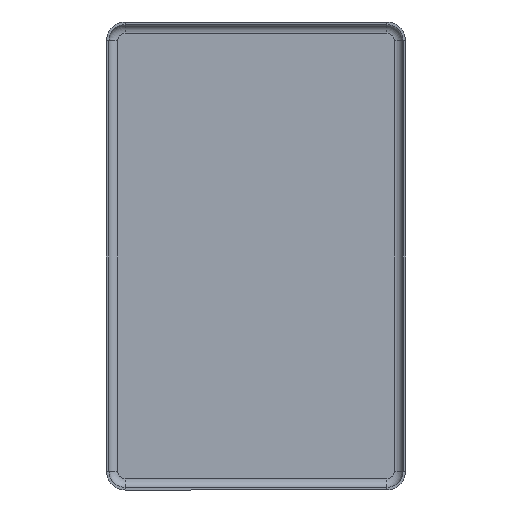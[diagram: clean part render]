
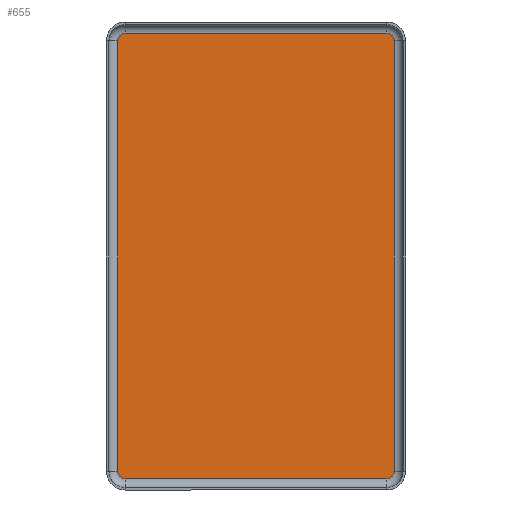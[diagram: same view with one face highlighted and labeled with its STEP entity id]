
A CAD part, front view. The second image highlights one B-rep face of the part: STEP entity #655.
In plain terms, the highlighted planar face has unit normal (0, -1, 0).
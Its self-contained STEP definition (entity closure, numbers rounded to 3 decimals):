
#11 = DIRECTION ( 'NONE',  ( 0., 1., 0. ) ) ;
#34 = AXIS2_PLACEMENT_3D ( 'NONE', #884, #433, #972 ) ;
#49 = LINE ( 'NONE', #886, #113 ) ;
#61 = DIRECTION ( 'NONE',  ( -1., 0., 0. ) ) ;
#88 = ORIENTED_EDGE ( 'NONE', *, *, #515, .F. ) ;
#107 = ORIENTED_EDGE ( 'NONE', *, *, #114, .F. ) ;
#111 = DIRECTION ( 'NONE',  ( 0., 0., 1. ) ) ;
#113 = VECTOR ( 'NONE', #61, 1000. ) ;
#114 = EDGE_CURVE ( 'NONE', #1140, #798, #118, .T. ) ;
#118 = LINE ( 'NONE', #840, #589 ) ;
#168 = EDGE_CURVE ( 'NONE', #405, #412, #49, .T. ) ;
#184 = CARTESIAN_POINT ( 'NONE',  ( -10.45, -0.2, -17.2 ) ) ;
#195 = CARTESIAN_POINT ( 'NONE',  ( 10.45, -0.2, -17.8 ) ) ;
#219 = EDGE_CURVE ( 'NONE', #354, #564, #1154, .T. ) ;
#223 = CARTESIAN_POINT ( 'NONE',  ( 11.05, -0.2, 17.2 ) ) ;
#252 = CARTESIAN_POINT ( 'NONE',  ( 11.05, -0.2, 17.2 ) ) ;
#275 = ORIENTED_EDGE ( 'NONE', *, *, #842, .F. ) ;
#293 = DIRECTION ( 'NONE',  ( 0., 1., 0. ) ) ;
#315 = CIRCLE ( 'NONE', #557, 0.6 ) ;
#322 = DIRECTION ( 'NONE',  ( 0., 1., 0. ) ) ;
#354 = VERTEX_POINT ( 'NONE', #901 ) ;
#364 = PLANE ( 'NONE',  #772 ) ;
#370 = ORIENTED_EDGE ( 'NONE', *, *, #219, .F. ) ;
#405 = VERTEX_POINT ( 'NONE', #195 ) ;
#412 = VERTEX_POINT ( 'NONE', #1072 ) ;
#414 = EDGE_CURVE ( 'NONE', #564, #956, #963, .T. ) ;
#433 = DIRECTION ( 'NONE',  ( 0., 1., 0. ) ) ;
#456 = DIRECTION ( 'NONE',  ( 0., 0., -1. ) ) ;
#462 = CARTESIAN_POINT ( 'NONE',  ( -11.05, -0.2, 17.2 ) ) ;
#515 = EDGE_CURVE ( 'NONE', #991, #405, #531, .T. ) ;
#517 = DIRECTION ( 'NONE',  ( 1., 0., 0. ) ) ;
#531 = CIRCLE ( 'NONE', #1055, 0.6 ) ;
#557 = AXIS2_PLACEMENT_3D ( 'NONE', #184, #293, #631 ) ;
#564 = VERTEX_POINT ( 'NONE', #585 ) ;
#585 = CARTESIAN_POINT ( 'NONE',  ( 10.45, -0.2, 17.8 ) ) ;
#589 = VECTOR ( 'NONE', #111, 1000. ) ;
#627 = EDGE_CURVE ( 'NONE', #798, #354, #960, .T. ) ;
#631 = DIRECTION ( 'NONE',  ( 0., 0., 1. ) ) ;
#655 = ADVANCED_FACE ( 'NONE', ( #965 ), #364, .T. ) ;
#662 = ORIENTED_EDGE ( 'NONE', *, *, #168, .F. ) ;
#664 = CARTESIAN_POINT ( 'NONE',  ( 10.45, -0.2, -17.2 ) ) ;
#686 = CARTESIAN_POINT ( 'NONE',  ( -10.45, -0.2, 17.8 ) ) ;
#687 = CARTESIAN_POINT ( 'NONE',  ( -11.05, -0.2, -17.2 ) ) ;
#759 = EDGE_CURVE ( 'NONE', #956, #991, #1058, .T. ) ;
#772 = AXIS2_PLACEMENT_3D ( 'NONE', #1158, #1170, #1069 ) ;
#788 = ORIENTED_EDGE ( 'NONE', *, *, #759, .F. ) ;
#798 = VERTEX_POINT ( 'NONE', #462 ) ;
#800 = CARTESIAN_POINT ( 'NONE',  ( 10.45, -0.2, 17.2 ) ) ;
#824 = ORIENTED_EDGE ( 'NONE', *, *, #627, .F. ) ;
#840 = CARTESIAN_POINT ( 'NONE',  ( -11.05, -0.2, -17.2 ) ) ;
#842 = EDGE_CURVE ( 'NONE', #412, #1140, #315, .T. ) ;
#861 = CARTESIAN_POINT ( 'NONE',  ( 11.05, -0.2, -17.2 ) ) ;
#884 = CARTESIAN_POINT ( 'NONE',  ( -10.45, -0.2, 17.2 ) ) ;
#886 = CARTESIAN_POINT ( 'NONE',  ( 10.45, -0.2, -17.8 ) ) ;
#901 = CARTESIAN_POINT ( 'NONE',  ( -10.45, -0.2, 17.8 ) ) ;
#914 = DIRECTION ( 'NONE',  ( 0., 0., 1. ) ) ;
#932 = DIRECTION ( 'NONE',  ( 0., 0., 1. ) ) ;
#956 = VERTEX_POINT ( 'NONE', #223 ) ;
#960 = CIRCLE ( 'NONE', #34, 0.6 ) ;
#961 = VECTOR ( 'NONE', #517, 1000. ) ;
#963 = CIRCLE ( 'NONE', #1120, 0.6 ) ;
#964 = EDGE_LOOP ( 'NONE', ( #995, #370, #824, #107, #275, #662, #88, #788 ) ) ;
#965 = FACE_OUTER_BOUND ( 'NONE', #964, .T. ) ;
#972 = DIRECTION ( 'NONE',  ( 0., 0., 1. ) ) ;
#991 = VERTEX_POINT ( 'NONE', #861 ) ;
#995 = ORIENTED_EDGE ( 'NONE', *, *, #414, .F. ) ;
#1055 = AXIS2_PLACEMENT_3D ( 'NONE', #664, #322, #932 ) ;
#1058 = LINE ( 'NONE', #252, #1117 ) ;
#1069 = DIRECTION ( 'NONE',  ( 0., 0., -1. ) ) ;
#1072 = CARTESIAN_POINT ( 'NONE',  ( -10.45, -0.2, -17.8 ) ) ;
#1117 = VECTOR ( 'NONE', #456, 1000. ) ;
#1120 = AXIS2_PLACEMENT_3D ( 'NONE', #800, #11, #914 ) ;
#1140 = VERTEX_POINT ( 'NONE', #687 ) ;
#1154 = LINE ( 'NONE', #686, #961 ) ;
#1158 = CARTESIAN_POINT ( 'NONE',  ( 10.45, -0.2, 17.2 ) ) ;
#1170 = DIRECTION ( 'NONE',  ( 0., -1., 0. ) ) ;
